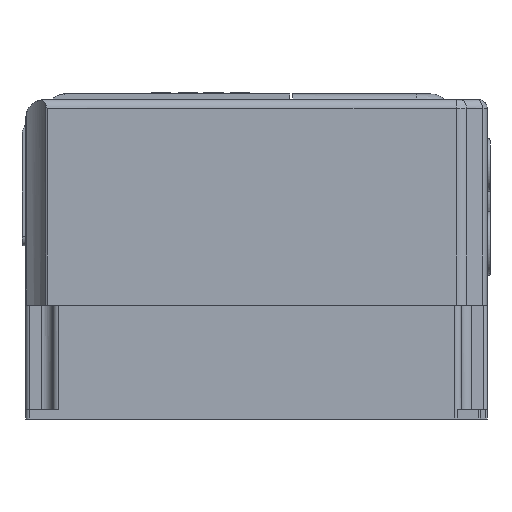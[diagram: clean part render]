
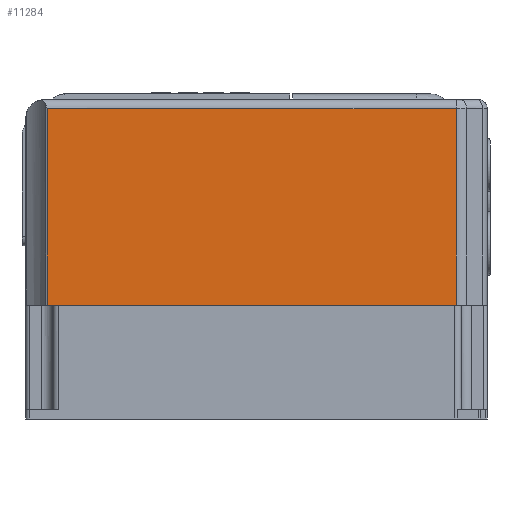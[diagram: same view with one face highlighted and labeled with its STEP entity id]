
A CAD part, left-side view. The second image highlights one B-rep face of the part: STEP entity #11284.
In plain terms, the highlighted planar face has unit normal (-1, 0, 0).
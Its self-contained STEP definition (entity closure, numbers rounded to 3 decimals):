
#576 = VERTEX_POINT ( 'NONE', #22074 ) ;
#988 = CARTESIAN_POINT ( 'NONE',  ( -64.995, 93.466, 171. ) ) ;
#1160 = ORIENTED_EDGE ( 'NONE', *, *, #17885, .F. ) ;
#1708 = PLANE ( 'NONE',  #17152 ) ;
#3079 = DIRECTION ( 'NONE',  ( 0., 0., 1. ) ) ;
#4492 = ORIENTED_EDGE ( 'NONE', *, *, #8060, .F. ) ;
#4763 = DIRECTION ( 'NONE',  ( 0., -1., 0. ) ) ;
#4772 = CARTESIAN_POINT ( 'NONE',  ( -65., -125.43, 171. ) ) ;
#5117 = VECTOR ( 'NONE', #9591, 1000. ) ;
#5302 = EDGE_LOOP ( 'NONE', ( #4492, #1160, #21323, #17808, #20824 ) ) ;
#5532 = VECTOR ( 'NONE', #7915, 1000. ) ;
#5610 = VERTEX_POINT ( 'NONE', #19190 ) ;
#5644 = VERTEX_POINT ( 'NONE', #20191 ) ;
#7915 = DIRECTION ( 'NONE',  ( 0., 1., 0. ) ) ;
#8060 = EDGE_CURVE ( 'NONE', #12792, #20709, #14312, .T. ) ;
#8755 = CARTESIAN_POINT ( 'NONE',  ( -64.994, 135.87, 166. ) ) ;
#9205 = LINE ( 'NONE', #988, #14485 ) ;
#9591 = DIRECTION ( 'NONE',  ( 0., 1., 0. ) ) ;
#9698 = CARTESIAN_POINT ( 'NONE',  ( -65., -125.43, 171. ) ) ;
#11284 = ADVANCED_FACE ( 'NONE', ( #16224 ), #1708, .F. ) ;
#11689 = DIRECTION ( 'NONE',  ( 0., 1., 0. ) ) ;
#12792 = VERTEX_POINT ( 'NONE', #15291 ) ;
#14312 = LINE ( 'NONE', #8755, #21792 ) ;
#14485 = VECTOR ( 'NONE', #3079, 1000. ) ;
#15291 = CARTESIAN_POINT ( 'NONE',  ( -64.995, 93.466, 166. ) ) ;
#16224 = FACE_OUTER_BOUND ( 'NONE', #5302, .T. ) ;
#16694 = LINE ( 'NONE', #4772, #21977 ) ;
#17152 = AXIS2_PLACEMENT_3D ( 'NONE', #9698, #23600, #11689 ) ;
#17498 = CARTESIAN_POINT ( 'NONE',  ( -65., -125.43, 166. ) ) ;
#17808 = ORIENTED_EDGE ( 'NONE', *, *, #21686, .F. ) ;
#17885 = EDGE_CURVE ( 'NONE', #576, #12792, #9205, .T. ) ;
#19190 = CARTESIAN_POINT ( 'NONE',  ( -65., -124.84, 61. ) ) ;
#19865 = CARTESIAN_POINT ( 'NONE',  ( -65., -124.84, 61. ) ) ;
#20191 = CARTESIAN_POINT ( 'NONE',  ( -65., -125.43, 61. ) ) ;
#20611 = DIRECTION ( 'NONE',  ( 0., 0., -1. ) ) ;
#20709 = VERTEX_POINT ( 'NONE', #17498 ) ;
#20785 = LINE ( 'NONE', #19865, #5532 ) ;
#20824 = ORIENTED_EDGE ( 'NONE', *, *, #20964, .F. ) ;
#20964 = EDGE_CURVE ( 'NONE', #20709, #5644, #16694, .T. ) ;
#21016 = LINE ( 'NONE', #23491, #5117 ) ;
#21323 = ORIENTED_EDGE ( 'NONE', *, *, #22676, .F. ) ;
#21686 = EDGE_CURVE ( 'NONE', #5644, #5610, #21016, .T. ) ;
#21792 = VECTOR ( 'NONE', #4763, 1000. ) ;
#21977 = VECTOR ( 'NONE', #20611, 1000. ) ;
#22074 = CARTESIAN_POINT ( 'NONE',  ( -64.995, 93.466, 61. ) ) ;
#22676 = EDGE_CURVE ( 'NONE', #5610, #576, #20785, .T. ) ;
#23491 = CARTESIAN_POINT ( 'NONE',  ( -65., -125.43, 61. ) ) ;
#23600 = DIRECTION ( 'NONE',  ( 1., 0., 0. ) ) ;
